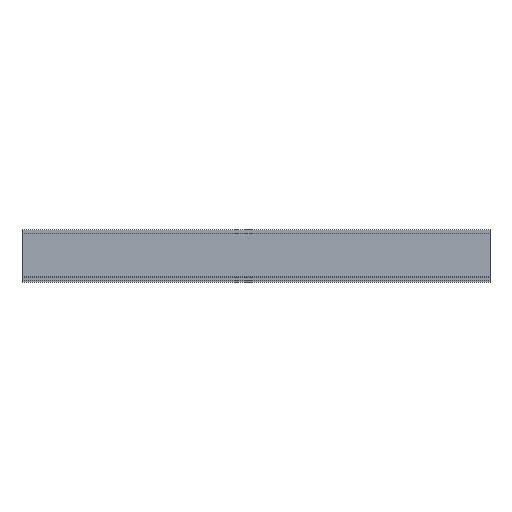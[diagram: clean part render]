
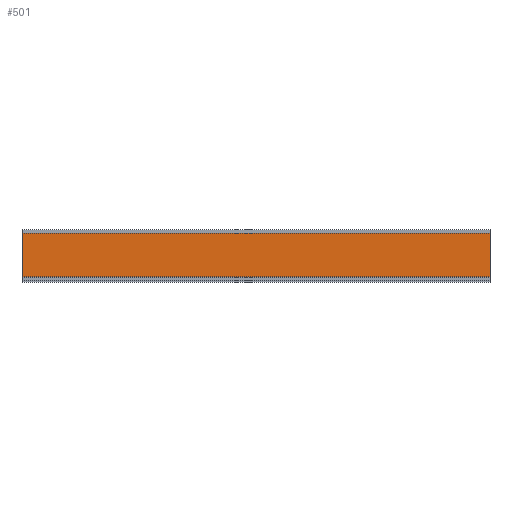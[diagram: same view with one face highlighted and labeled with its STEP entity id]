
A CAD part, top view. The second image highlights one B-rep face of the part: STEP entity #501.
In plain terms, the highlighted planar face has unit normal (0, 0, 1).
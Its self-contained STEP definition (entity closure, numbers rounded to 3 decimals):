
#150=ORIENTED_EDGE('',*,*,#216,.T.);
#151=ORIENTED_EDGE('',*,*,#205,.T.);
#152=ORIENTED_EDGE('',*,*,#217,.T.);
#153=ORIENTED_EDGE('',*,*,#213,.T.);
#205=EDGE_CURVE('',#257,#256,#309,.T.);
#213=EDGE_CURVE('',#261,#260,#317,.T.);
#216=EDGE_CURVE('',#260,#257,#320,.T.);
#217=EDGE_CURVE('',#256,#261,#321,.T.);
#256=VERTEX_POINT('',#780);
#257=VERTEX_POINT('',#782);
#260=VERTEX_POINT('',#794);
#261=VERTEX_POINT('',#796);
#309=LINE('',#781,#369);
#317=LINE('',#795,#377);
#320=LINE('',#802,#380);
#321=LINE('',#804,#381);
#369=VECTOR('',#643,1000.);
#377=VECTOR('',#655,1000.);
#380=VECTOR('',#664,1000.);
#381=VECTOR('',#667,1000.);
#415=EDGE_LOOP('',(#150,#151,#152,#153));
#449=FACE_BOUND('',#415,.T.);
#474=PLANE('',#545);
#501=ADVANCED_FACE('',(#449),#474,.T.);
#545=AXIS2_PLACEMENT_3D('',#805,#668,#669);
#643=DIRECTION('',(0.,-1.,0.));
#655=DIRECTION('',(0.,1.,0.));
#664=DIRECTION('',(-1.,0.,0.));
#667=DIRECTION('',(1.,0.,0.));
#668=DIRECTION('',(0.,0.,1.));
#669=DIRECTION('',(1.,0.,0.));
#780=CARTESIAN_POINT('',(-128.,-12.,539.));
#781=CARTESIAN_POINT('',(-128.,12.,539.));
#782=CARTESIAN_POINT('',(-128.,12.,539.));
#794=CARTESIAN_POINT('',(128.,12.,539.));
#795=CARTESIAN_POINT('',(128.,-12.,539.));
#796=CARTESIAN_POINT('',(128.,-12.,539.));
#802=CARTESIAN_POINT('',(128.,12.,539.));
#804=CARTESIAN_POINT('',(-128.,-12.,539.));
#805=CARTESIAN_POINT('',(0.,0.,539.));
